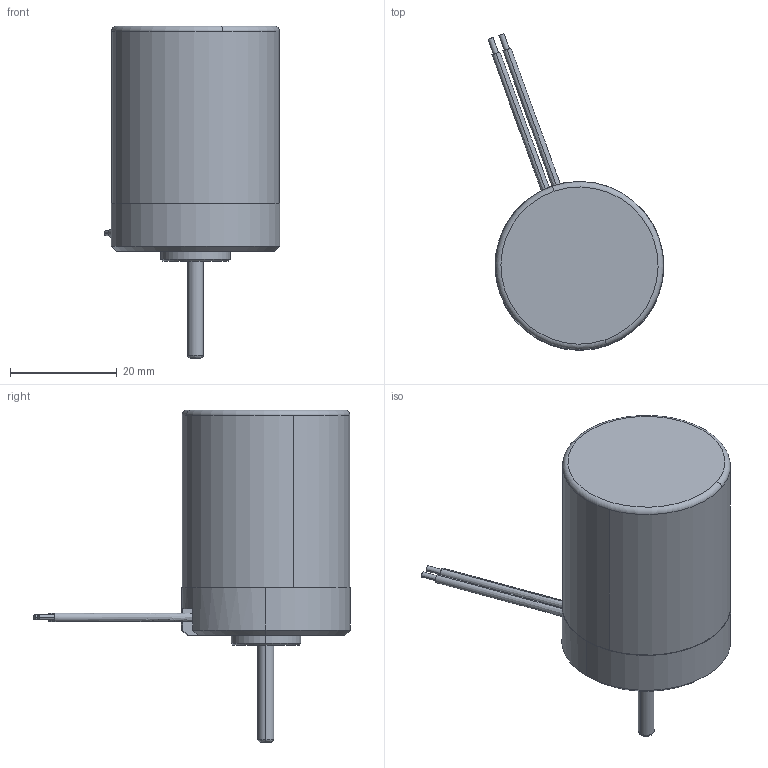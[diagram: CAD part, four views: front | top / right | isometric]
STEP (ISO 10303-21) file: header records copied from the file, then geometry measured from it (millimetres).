
FILE_DESCRIPTION (( 'STEP AP203' ), '1' );
FILE_NAME ('BF3242-1.STEP', '2025-12-01T06:57:48', ( '' ), ( '' ), 'SwSTEP 2.0', 'SolidWorks 2024', '' );
FILE_SCHEMA (( 'CONFIG_CONTROL_DESIGN' ));
Length unit declared in the file: millimetre
Products named in the file (1): BF3242-1
Bounding box: 33.02 x 59.46 x 62.3 mm (x, y, z)
Surface area: 14047.8 mm2 (no closed solid volume)
Topology: 0 solids, 7 shells, 184 faces, 413 edges, 256 vertices
Faces by surface type: cylinder 88, plane 49, cone 25, bspline 18, torus 4
Entity records: 6867 total; most frequent: CARTESIAN_POINT 2658, DIRECTION 940, ORIENTED_EDGE 810, EDGE_CURVE 405, AXIS2_PLACEMENT_3D 394, VERTEX_POINT 256, CIRCLE 227, EDGE_LOOP 213
